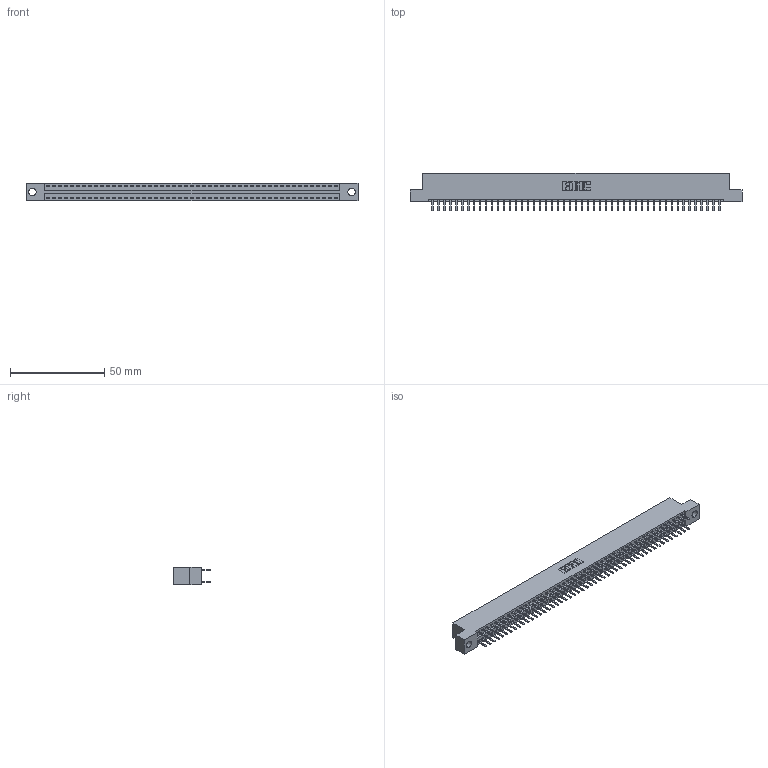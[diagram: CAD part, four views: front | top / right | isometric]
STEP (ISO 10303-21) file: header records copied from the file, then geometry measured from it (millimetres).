
FILE_DESCRIPTION (( 'STEP AP203' ), '1' );
FILE_NAME ('346-098-520-204.STEP', '2022-05-26T17:40:22', ( '' ), ( '' ), 'SwSTEP 2.0', 'SolidWorks 2020', '' );
FILE_SCHEMA (( 'CONFIG_CONTROL_DESIGN' ));
Length unit declared in the file: inch
Products named in the file (3): 345-292-001_345-293-120; 346-098-520-204; 346 Part_Flush Mounting Lugs - 0.156 Dia-TH
Assembly tree (99 placements, depth 2):
  346-098-520-204
    346 Part_Flush Mounting Lugs - 0.156 Dia-TH
    345-292-001_345-293-120  x98
Bounding box: 176.15 x 20.02 x 9.4 mm (x, y, z)
Volume: 17082 mm3; surface area: 23337.4 mm2
Topology: 99 solids, 99 shells, 5624 faces, 16339 edges, 10630 vertices
Faces by surface type: plane 3716, cylinder 1908
Entity records: 31569 total; most frequent: CARTESIAN_POINT 5210, ORIENTED_EDGE 5130, DIRECTION 4629, EDGE_CURVE 2565, VECTOR 2233, LINE 2233, VERTEX_POINT 1706, AXIS2_PLACEMENT_3D 1198
